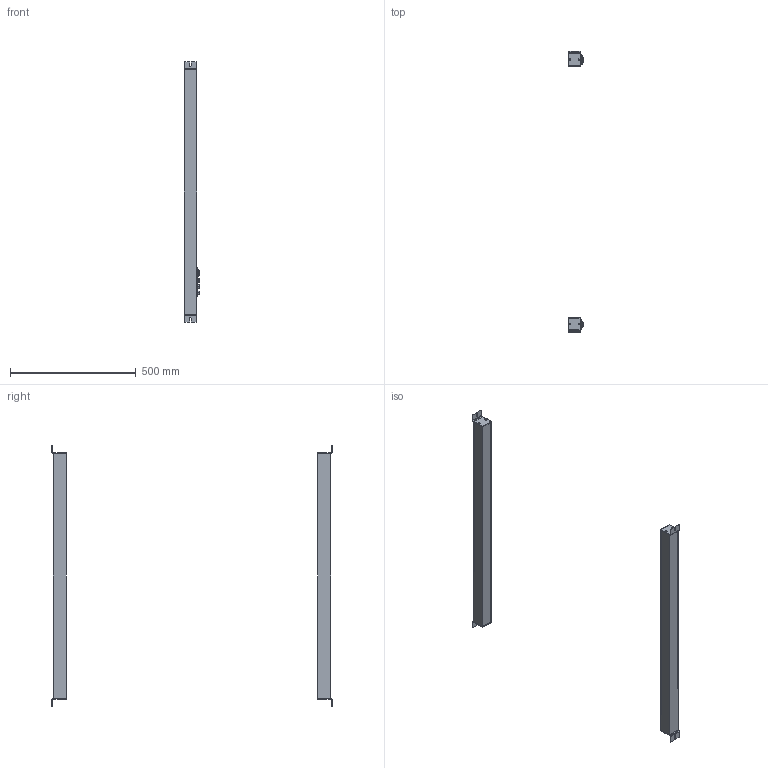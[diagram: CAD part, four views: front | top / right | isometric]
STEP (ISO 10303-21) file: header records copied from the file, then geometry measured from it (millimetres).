
FILE_DESCRIPTION(('CATIA V5 STEP Exchange'),'2;1');
FILE_NAME('8000-450-36.stp','2013-07-11T23:56:54+00:00',('none'),('none'),'CATIA Version 5 Release 18 GA (IN-10)','CATIA V5 STEP AP203','none');
FILE_SCHEMA(('CONFIG_CONTROL_DESIGN'));
Length unit declared in the file: millimetre
Products named in the file (3): 8000-450-36; 8000-450-36-TX; 8000-450-36-RX
Assembly tree (14 placements, depth 3):
  8000-450-36
    8000-450-36-TX
      #62
      #2805
      #3252  x2
      #3961  x2
    8000-450-36-RX
      #2805
      #3252  x2
      #4196
      #3961  x2
Bounding box: 63 x 1114 x 1034 mm (x, y, z)
Volume: 966463.3 mm3; surface area: 840535.8 mm2
Topology: 14 solids, 14 shells, 459 faces, 1057 edges, 680 vertices
Faces by surface type: plane 217, cylinder 171, revolution 68, torus 3
Entity records: 9833 total; most frequent: CARTESIAN_POINT 1966, ORIENTED_EDGE 1610, DIRECTION 1301, EDGE_CURVE 805, AXIS2_PLACEMENT_3D 632, VERTEX_POINT 512, EDGE_LOOP 441, CIRCLE 415
